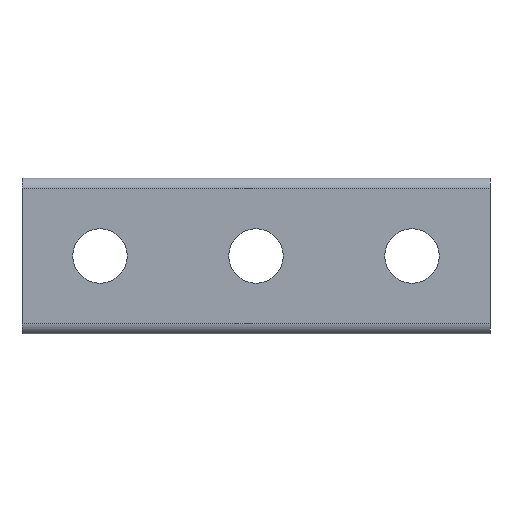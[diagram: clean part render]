
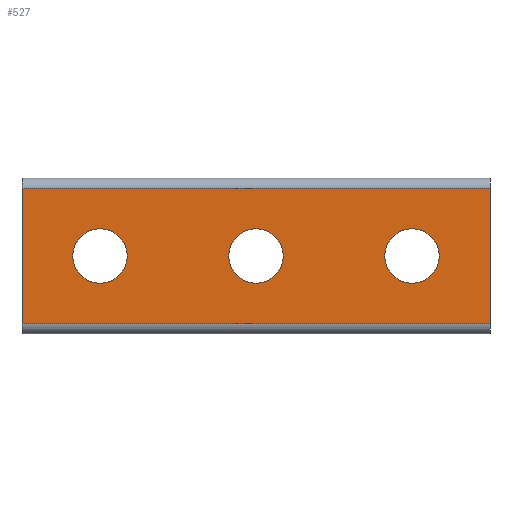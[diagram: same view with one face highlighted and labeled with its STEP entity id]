
A CAD part, left-side view. The second image highlights one B-rep face of the part: STEP entity #527.
In plain terms, the highlighted planar face has unit normal (-1, 0, 0).
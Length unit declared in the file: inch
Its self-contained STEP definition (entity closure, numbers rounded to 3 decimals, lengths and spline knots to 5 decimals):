
#41=FACE_BOUND('',#100,.T.);
#42=FACE_BOUND('',#101,.T.);
#43=FACE_BOUND('',#102,.T.);
#63=FACE_OUTER_BOUND('',#99,.T.);
#99=EDGE_LOOP('',(#408,#409,#410,#411));
#100=EDGE_LOOP('',(#412));
#101=EDGE_LOOP('',(#413));
#102=EDGE_LOOP('',(#414));
#135=LINE('',#783,#175);
#152=LINE('',#843,#192);
#153=LINE('',#847,#193);
#154=LINE('',#848,#194);
#175=VECTOR('',#625,0.3937);
#192=VECTOR('',#678,0.3937);
#193=VECTOR('',#683,0.3937);
#194=VECTOR('',#684,0.3937);
#230=CIRCLE('',#583,0.525);
#231=CIRCLE('',#584,0.525);
#232=CIRCLE('',#585,0.525);
#247=VERTEX_POINT('',#779);
#249=VERTEX_POINT('',#782);
#274=VERTEX_POINT('',#842);
#275=VERTEX_POINT('',#846);
#276=VERTEX_POINT('',#849);
#277=VERTEX_POINT('',#851);
#278=VERTEX_POINT('',#853);
#296=EDGE_CURVE('',#249,#247,#135,.T.);
#326=EDGE_CURVE('',#274,#249,#152,.T.);
#328=EDGE_CURVE('',#247,#275,#153,.T.);
#329=EDGE_CURVE('',#274,#275,#154,.T.);
#330=EDGE_CURVE('',#276,#276,#230,.T.);
#331=EDGE_CURVE('',#277,#277,#231,.T.);
#332=EDGE_CURVE('',#278,#278,#232,.T.);
#408=ORIENTED_EDGE('',*,*,#296,.T.);
#409=ORIENTED_EDGE('',*,*,#328,.T.);
#410=ORIENTED_EDGE('',*,*,#329,.F.);
#411=ORIENTED_EDGE('',*,*,#326,.T.);
#412=ORIENTED_EDGE('',*,*,#330,.T.);
#413=ORIENTED_EDGE('',*,*,#331,.T.);
#414=ORIENTED_EDGE('',*,*,#332,.F.);
#515=PLANE('',#582);
#527=ADVANCED_FACE('',(#63,#41,#42,#43),#515,.T.);
#582=AXIS2_PLACEMENT_3D('',#845,#681,#682);
#583=AXIS2_PLACEMENT_3D('',#850,#685,#686);
#584=AXIS2_PLACEMENT_3D('',#852,#687,#688);
#585=AXIS2_PLACEMENT_3D('',#854,#689,#690);
#625=DIRECTION('',(0.,0.,-1.));
#678=DIRECTION('',(0.,1.,0.));
#681=DIRECTION('center_axis',(-1.,0.,0.));
#682=DIRECTION('ref_axis',(0.,0.,-1.));
#683=DIRECTION('',(0.,-1.,0.));
#684=DIRECTION('',(0.,0.,-1.));
#685=DIRECTION('center_axis',(1.,0.,0.));
#686=DIRECTION('ref_axis',(0.,1.,0.));
#687=DIRECTION('center_axis',(1.,0.,0.));
#688=DIRECTION('ref_axis',(0.,1.,0.));
#689=DIRECTION('center_axis',(-1.,0.,0.));
#690=DIRECTION('ref_axis',(0.,-1.,0.));
#779=CARTESIAN_POINT('',(-0.04095,-0.00295,0.2));
#782=CARTESIAN_POINT('',(-0.04095,-0.00295,2.8));
#783=CARTESIAN_POINT('',(-0.04095,-0.00295,2.25));
#842=CARTESIAN_POINT('',(-0.04095,-9.00295,2.8));
#843=CARTESIAN_POINT('',(-0.04095,-3.00295,2.8));
#845=CARTESIAN_POINT('Origin',(-0.04095,-3.00295,3.));
#846=CARTESIAN_POINT('',(-0.04095,-9.00295,0.2));
#847=CARTESIAN_POINT('',(-0.04095,-3.00295,0.2));
#848=CARTESIAN_POINT('',(-0.04095,-9.00295,3.));
#849=CARTESIAN_POINT('',(-0.04095,-5.02795,1.5));
#850=CARTESIAN_POINT('Origin',(-0.04095,-4.50295,1.5));
#851=CARTESIAN_POINT('',(-0.04095,-8.02795,1.5));
#852=CARTESIAN_POINT('Origin',(-0.04095,-7.50295,1.5));
#853=CARTESIAN_POINT('',(-0.04095,-0.97795,1.5));
#854=CARTESIAN_POINT('Origin',(-0.04095,-1.50295,1.5));
